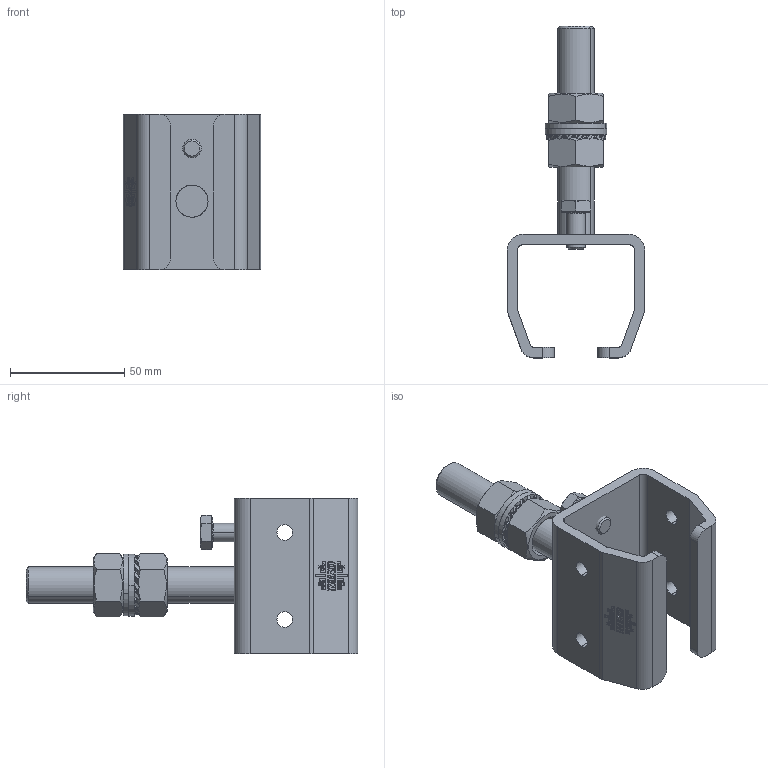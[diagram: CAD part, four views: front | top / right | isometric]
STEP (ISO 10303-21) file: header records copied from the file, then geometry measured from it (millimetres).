
FILE_DESCRIPTION (( 'STEP AP214' ), '1' );
FILE_NAME ('1.24.B04.STEP', '2018-09-11T10:49:49', ( '' ), ( '' ), 'SwSTEP 2.0', 'SolidWorks 2018', '' );
FILE_SCHEMA (( 'AUTOMOTIVE_DESIGN' ));
Length unit declared in the file: millimetre
Products named in the file (7): hex screw gradeab_iso_ISO 4017 - M8 x 16-N; 17 6798; M16 din 934_M16; RODELLA; Part22; 2.24.B00.04T - Copy; 1.24.B04
Assembly tree (8 placements, depth 2):
  1.24.B04
    2.24.B00.04T - Copy
    Part22
    RODELLA  x2
    M16 din 934_M16  x2
    17 6798
    hex screw gradeab_iso_ISO 4017 - M8 x 16-N
Bounding box: 60 x 145 x 68 mm (x, y, z)
Volume: 82572.6 mm3; surface area: 39911.9 mm2
Topology: 8 solids, 8 shells, 1260 faces, 3617 edges, 2404 vertices
Faces by surface type: cylinder 926, plane 298, cone 28, bspline 6, torus 2
Entity records: 46601 total; most frequent: CARTESIAN_POINT 18974, ORIENTED_EDGE 7042, DIRECTION 3749, EDGE_CURVE 3521, VERTEX_POINT 2340, B_SPLINE_CURVE_WITH_KNOTS 2336, AXIS2_PLACEMENT_3D 1474, EDGE_LOOP 1273
